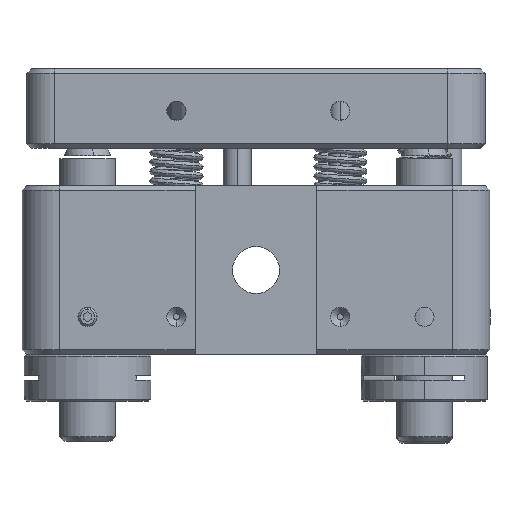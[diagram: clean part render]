
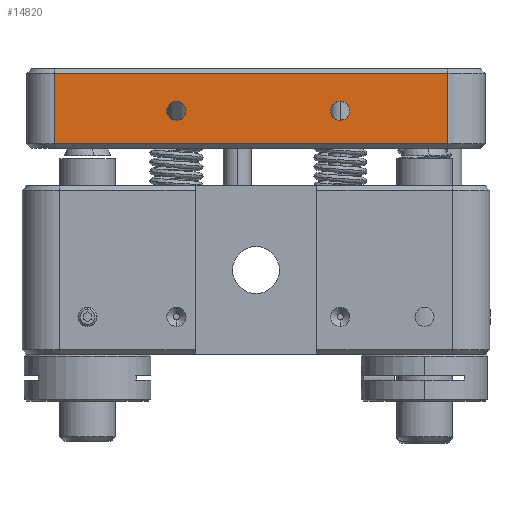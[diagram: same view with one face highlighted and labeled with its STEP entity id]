
A CAD part, front view. The second image highlights one B-rep face of the part: STEP entity #14820.
In plain terms, the highlighted planar face has unit normal (0, -1, 0).
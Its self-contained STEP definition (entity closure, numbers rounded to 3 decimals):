
#222 = ORIENTED_EDGE ( 'NONE', *, *, #23585, .T. ) ;
#710 = CARTESIAN_POINT ( 'NONE',  ( -8.5, -24.5, -4.5 ) ) ;
#1861 = ORIENTED_EDGE ( 'NONE', *, *, #34055, .F. ) ;
#2342 = AXIS2_PLACEMENT_3D ( 'NONE', #33157, #14201, #39527 ) ;
#2987 = AXIS2_PLACEMENT_3D ( 'NONE', #710, #25948, #10144 ) ;
#3020 = VERTEX_POINT ( 'NONE', #24375 ) ;
#4518 = DIRECTION ( 'NONE',  ( 0., 0., 1. ) ) ;
#4838 = VERTEX_POINT ( 'NONE', #18230 ) ;
#5106 = DIRECTION ( 'NONE',  ( -1., 0., 0. ) ) ;
#5222 = VECTOR ( 'NONE', #4518, 1000. ) ;
#5509 = DIRECTION ( 'NONE',  ( 0., 0., -1. ) ) ;
#6768 = VECTOR ( 'NONE', #5106, 1000. ) ;
#7113 = EDGE_CURVE ( 'NONE', #18181, #9354, #17517, .T. ) ;
#8654 = VECTOR ( 'NONE', #5509, 1000. ) ;
#9354 = VERTEX_POINT ( 'NONE', #35607 ) ;
#9934 = ORIENTED_EDGE ( 'NONE', *, *, #27811, .F. ) ;
#10144 = DIRECTION ( 'NONE',  ( 0., 0., 1. ) ) ;
#11020 = ORIENTED_EDGE ( 'NONE', *, *, #14177, .F. ) ;
#11170 = EDGE_CURVE ( 'NONE', #9354, #3020, #32923, .T. ) ;
#11869 = CARTESIAN_POINT ( 'NONE',  ( 9., -24.5, -5.525 ) ) ;
#12232 = AXIS2_PLACEMENT_3D ( 'NONE', #36515, #20870, #27130 ) ;
#13377 = ORIENTED_EDGE ( 'NONE', *, *, #26495, .T. ) ;
#14177 = EDGE_CURVE ( 'NONE', #18928, #26753, #40247, .T. ) ;
#14201 = DIRECTION ( 'NONE',  ( 0., -1., 0. ) ) ;
#14484 = FACE_OUTER_BOUND ( 'NONE', #16172, .T. ) ;
#14820 = ADVANCED_FACE ( 'NONE', ( #37233, #40705, #14484 ), #33609, .F. ) ;
#15304 = VERTEX_POINT ( 'NONE', #31769 ) ;
#15486 = DIRECTION ( 'NONE',  ( 0., -1., 0. ) ) ;
#16172 = EDGE_LOOP ( 'NONE', ( #36031, #222, #13377, #33564 ) ) ;
#16574 = CARTESIAN_POINT ( 'NONE',  ( 20.5, -24.5, -8.5 ) ) ;
#16898 = VERTEX_POINT ( 'NONE', #40774 ) ;
#17517 = LINE ( 'NONE', #36901, #22917 ) ;
#17555 = AXIS2_PLACEMENT_3D ( 'NONE', #24895, #15486, #18675 ) ;
#17599 = CIRCLE ( 'NONE', #2987, 1.025 ) ;
#18181 = VERTEX_POINT ( 'NONE', #19586 ) ;
#18230 = CARTESIAN_POINT ( 'NONE',  ( -21.5, -24.5, -0.5 ) ) ;
#18675 = DIRECTION ( 'NONE',  ( 0., 0., 1. ) ) ;
#18928 = VERTEX_POINT ( 'NONE', #30901 ) ;
#19586 = CARTESIAN_POINT ( 'NONE',  ( -21.5, -24.5, -8. ) ) ;
#20641 = LINE ( 'NONE', #27276, #6768 ) ;
#20870 = DIRECTION ( 'NONE',  ( 0., 1., 0. ) ) ;
#21364 = DIRECTION ( 'NONE',  ( 1., 0., 0. ) ) ;
#22917 = VECTOR ( 'NONE', #21364, 1000. ) ;
#23585 = EDGE_CURVE ( 'NONE', #3020, #4838, #20641, .T. ) ;
#24375 = CARTESIAN_POINT ( 'NONE',  ( 20.5, -24.5, -0.5 ) ) ;
#24895 = CARTESIAN_POINT ( 'NONE',  ( 9., -24.5, -4.5 ) ) ;
#24955 = CIRCLE ( 'NONE', #2342, 1.025 ) ;
#25948 = DIRECTION ( 'NONE',  ( 0., -1., 0. ) ) ;
#26495 = EDGE_CURVE ( 'NONE', #4838, #18181, #30482, .T. ) ;
#26753 = VERTEX_POINT ( 'NONE', #11869 ) ;
#27130 = DIRECTION ( 'NONE',  ( 0., 0., -1. ) ) ;
#27276 = CARTESIAN_POINT ( 'NONE',  ( -21.5, -24.5, -0.5 ) ) ;
#27435 = EDGE_LOOP ( 'NONE', ( #1861, #39165 ) ) ;
#27811 = EDGE_CURVE ( 'NONE', #26753, #18928, #24955, .T. ) ;
#28712 = CIRCLE ( 'NONE', #35270, 1.025 ) ;
#30482 = LINE ( 'NONE', #33763, #8654 ) ;
#30901 = CARTESIAN_POINT ( 'NONE',  ( 9., -24.5, -3.475 ) ) ;
#31769 = CARTESIAN_POINT ( 'NONE',  ( -8.5, -24.5, -3.475 ) ) ;
#32634 = EDGE_LOOP ( 'NONE', ( #11020, #9934 ) ) ;
#32923 = LINE ( 'NONE', #16574, #5222 ) ;
#33157 = CARTESIAN_POINT ( 'NONE',  ( 9., -24.5, -4.5 ) ) ;
#33564 = ORIENTED_EDGE ( 'NONE', *, *, #7113, .T. ) ;
#33609 = PLANE ( 'NONE',  #12232 ) ;
#33763 = CARTESIAN_POINT ( 'NONE',  ( -21.5, -24.5, -8.5 ) ) ;
#34055 = EDGE_CURVE ( 'NONE', #15304, #16898, #28712, .T. ) ;
#35270 = AXIS2_PLACEMENT_3D ( 'NONE', #36173, #36745, #39505 ) ;
#35607 = CARTESIAN_POINT ( 'NONE',  ( 20.5, -24.5, -8. ) ) ;
#36031 = ORIENTED_EDGE ( 'NONE', *, *, #11170, .T. ) ;
#36173 = CARTESIAN_POINT ( 'NONE',  ( -8.5, -24.5, -4.5 ) ) ;
#36515 = CARTESIAN_POINT ( 'NONE',  ( 24.5, -24.5, -8.5 ) ) ;
#36745 = DIRECTION ( 'NONE',  ( 0., -1., 0. ) ) ;
#36901 = CARTESIAN_POINT ( 'NONE',  ( 24.5, -24.5, -8. ) ) ;
#37233 = FACE_BOUND ( 'NONE', #32634, .T. ) ;
#39165 = ORIENTED_EDGE ( 'NONE', *, *, #41048, .F. ) ;
#39505 = DIRECTION ( 'NONE',  ( 0., 0., 1. ) ) ;
#39527 = DIRECTION ( 'NONE',  ( 0., 0., 1. ) ) ;
#40247 = CIRCLE ( 'NONE', #17555, 1.025 ) ;
#40705 = FACE_BOUND ( 'NONE', #27435, .T. ) ;
#40774 = CARTESIAN_POINT ( 'NONE',  ( -8.5, -24.5, -5.525 ) ) ;
#41048 = EDGE_CURVE ( 'NONE', #16898, #15304, #17599, .T. ) ;
